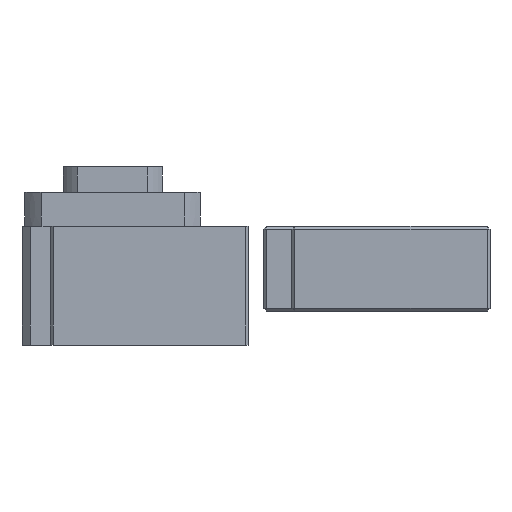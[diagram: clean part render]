
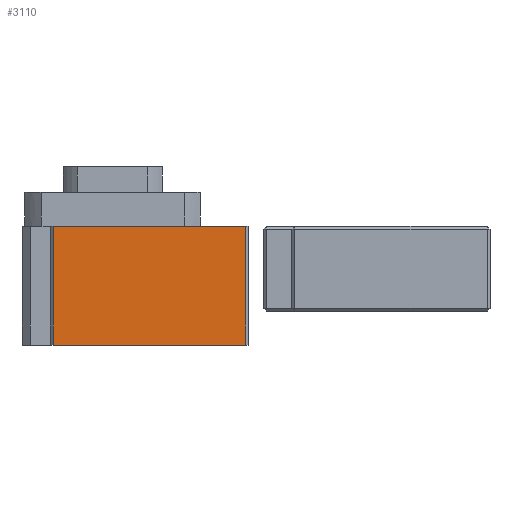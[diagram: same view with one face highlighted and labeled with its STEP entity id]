
A CAD part, left-side view. The second image highlights one B-rep face of the part: STEP entity #3110.
In plain terms, the highlighted planar face has unit normal (-1, 0, 0).
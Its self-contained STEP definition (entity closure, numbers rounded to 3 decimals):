
#152 = DIRECTION ( 'NONE',  ( 0., 0., 1. ) ) ;
#202 = VERTEX_POINT ( 'NONE', #25512 ) ;
#1511 = B_SPLINE_CURVE_WITH_KNOTS ( 'NONE', 3,
 ( #7431, #33404, #4880, #14765 ),
 .UNSPECIFIED., .F., .F.,
 ( 4, 4 ),
 ( 0., 1. ),
 .UNSPECIFIED. ) ;
#3110 = ADVANCED_FACE ( 'NONE', ( #20299 ), #30732, .T. ) ;
#3326 = CARTESIAN_POINT ( 'NONE',  ( -53., -47., 0. ) ) ;
#3949 = EDGE_CURVE ( 'NONE', #20690, #29434, #26560, .T. ) ;
#4880 = CARTESIAN_POINT ( 'NONE',  ( -53., -24.333, 0. ) ) ;
#7143 = CARTESIAN_POINT ( 'NONE',  ( -53., -47., -42. ) ) ;
#7431 = CARTESIAN_POINT ( 'NONE',  ( -53., 21., 0. ) ) ;
#9038 = B_SPLINE_CURVE_WITH_KNOTS ( 'NONE', 3,
 ( #21267, #26224, #10996, #3326 ),
 .UNSPECIFIED., .F., .F.,
 ( 4, 4 ),
 ( 0., 1. ),
 .UNSPECIFIED. ) ;
#9500 = AXIS2_PLACEMENT_3D ( 'NONE', #14659, #22703, #152 ) ;
#10315 = CARTESIAN_POINT ( 'NONE',  ( -53., -1.667, -42. ) ) ;
#10996 = CARTESIAN_POINT ( 'NONE',  ( -53., -47., -14. ) ) ;
#12238 = EDGE_LOOP ( 'NONE', ( #23747, #26425, #13496, #33309 ) ) ;
#13496 = ORIENTED_EDGE ( 'NONE', *, *, #28130, .T. ) ;
#14527 = CARTESIAN_POINT ( 'NONE',  ( -53., 21., 0. ) ) ;
#14659 = CARTESIAN_POINT ( 'NONE',  ( -53., -13., -21. ) ) ;
#14765 = CARTESIAN_POINT ( 'NONE',  ( -53., -47., 0. ) ) ;
#16356 = EDGE_CURVE ( 'NONE', #202, #18801, #1511, .T. ) ;
#18344 = CARTESIAN_POINT ( 'NONE',  ( -53., 21., -42. ) ) ;
#18801 = VERTEX_POINT ( 'NONE', #23044 ) ;
#20299 = FACE_OUTER_BOUND ( 'NONE', #12238, .T. ) ;
#20690 = VERTEX_POINT ( 'NONE', #18344 ) ;
#20737 = CARTESIAN_POINT ( 'NONE',  ( -53., -24.333, -42. ) ) ;
#21267 = CARTESIAN_POINT ( 'NONE',  ( -53., -47., -42. ) ) ;
#21896 = CARTESIAN_POINT ( 'NONE',  ( -53., 21., -28. ) ) ;
#22703 = DIRECTION ( 'NONE',  ( -1., 0., 0. ) ) ;
#23044 = CARTESIAN_POINT ( 'NONE',  ( -53., -47., 0. ) ) ;
#23747 = ORIENTED_EDGE ( 'NONE', *, *, #33736, .T. ) ;
#24802 = CARTESIAN_POINT ( 'NONE',  ( -53., 21., -42. ) ) ;
#25512 = CARTESIAN_POINT ( 'NONE',  ( -53., 21., 0. ) ) ;
#26224 = CARTESIAN_POINT ( 'NONE',  ( -53., -47., -28. ) ) ;
#26425 = ORIENTED_EDGE ( 'NONE', *, *, #16356, .F. ) ;
#26560 = B_SPLINE_CURVE_WITH_KNOTS ( 'NONE', 3,
 ( #33557, #10315, #20737, #31332 ),
 .UNSPECIFIED., .F., .F.,
 ( 4, 4 ),
 ( 0., 1. ),
 .UNSPECIFIED. ) ;
#27365 = CARTESIAN_POINT ( 'NONE',  ( -53., 21., -14. ) ) ;
#28130 = EDGE_CURVE ( 'NONE', #202, #20690, #28858, .T. ) ;
#28858 = B_SPLINE_CURVE_WITH_KNOTS ( 'NONE', 3,
 ( #14527, #27365, #21896, #24802 ),
 .UNSPECIFIED., .F., .F.,
 ( 4, 4 ),
 ( 0., 1. ),
 .UNSPECIFIED. ) ;
#29434 = VERTEX_POINT ( 'NONE', #7143 ) ;
#30732 = PLANE ( 'NONE',  #9500 ) ;
#31332 = CARTESIAN_POINT ( 'NONE',  ( -53., -47., -42. ) ) ;
#33309 = ORIENTED_EDGE ( 'NONE', *, *, #3949, .T. ) ;
#33404 = CARTESIAN_POINT ( 'NONE',  ( -53., -1.667, 0. ) ) ;
#33557 = CARTESIAN_POINT ( 'NONE',  ( -53., 21., -42. ) ) ;
#33736 = EDGE_CURVE ( 'NONE', #29434, #18801, #9038, .T. ) ;
